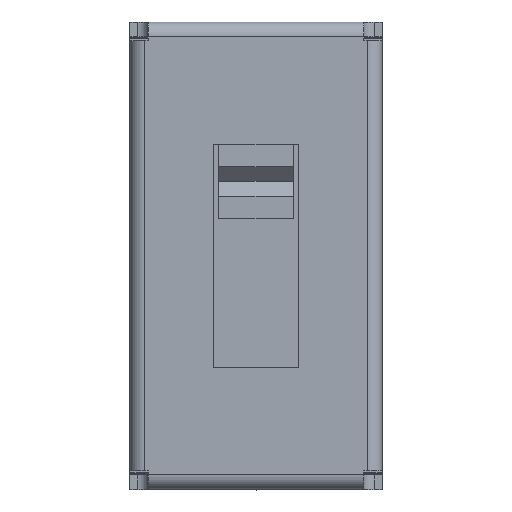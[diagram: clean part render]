
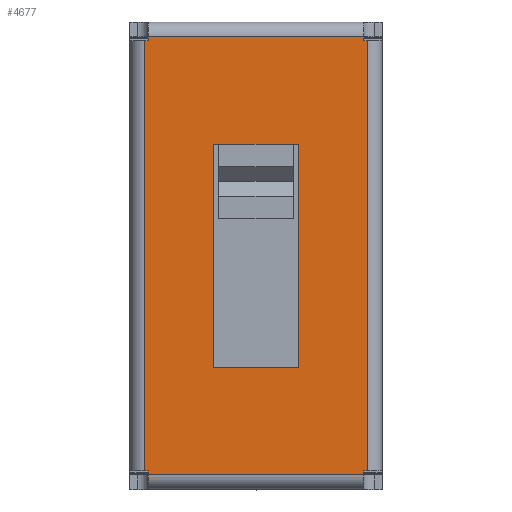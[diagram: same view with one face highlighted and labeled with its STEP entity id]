
A CAD part, top view. The second image highlights one B-rep face of the part: STEP entity #4677.
In plain terms, the highlighted planar face has unit normal (0, 0, 1).
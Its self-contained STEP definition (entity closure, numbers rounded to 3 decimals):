
#27=FACE_BOUND('',#592,.T.);
#323=FACE_OUTER_BOUND('',#591,.T.);
#591=EDGE_LOOP('',(#3822,#3823,#3824,#3825,#3826,#3827,#3828,#3829,#3830,
#3831,#3832,#3833));
#592=EDGE_LOOP('',(#3834,#3835,#3836,#3837,#3838,#3839));
#682=LINE('',#6378,#1257);
#800=LINE('',#6655,#1375);
#842=LINE('',#6745,#1417);
#1015=LINE('',#7104,#1590);
#1016=LINE('',#7107,#1591);
#1074=LINE('',#7246,#1649);
#1092=LINE('',#7283,#1667);
#1140=LINE('',#7406,#1715);
#1141=LINE('',#7408,#1716);
#1142=LINE('',#7410,#1717);
#1143=LINE('',#7412,#1718);
#1144=LINE('',#7414,#1719);
#1145=LINE('',#7416,#1720);
#1146=LINE('',#7418,#1721);
#1147=LINE('',#7419,#1722);
#1148=LINE('',#7421,#1723);
#1149=LINE('',#7423,#1724);
#1150=LINE('',#7424,#1725);
#1257=VECTOR('',#5132,2.);
#1375=VECTOR('',#5316,11.6);
#1417=VECTOR('',#5378,11.6);
#1590=VECTOR('',#5725,0.15);
#1591=VECTOR('',#5728,0.15);
#1649=VECTOR('',#5878,0.099);
#1667=VECTOR('',#5928,0.099);
#1715=VECTOR('',#6050,5.8);
#1716=VECTOR('',#6053,0.099);
#1717=VECTOR('',#6056,0.099);
#1718=VECTOR('',#6057,0.099);
#1719=VECTOR('',#6058,0.099);
#1720=VECTOR('',#6059,5.8);
#1721=VECTOR('',#6060,0.099);
#1722=VECTOR('',#6061,0.099);
#1723=VECTOR('',#6062,6.);
#1724=VECTOR('',#6063,2.3);
#1725=VECTOR('',#6064,6.);
#1824=VERTEX_POINT('',#6368);
#1827=VERTEX_POINT('',#6376);
#1952=VERTEX_POINT('',#6652);
#1953=VERTEX_POINT('',#6654);
#1990=VERTEX_POINT('',#6742);
#1991=VERTEX_POINT('',#6744);
#2090=VERTEX_POINT('',#7102);
#2091=VERTEX_POINT('',#7106);
#2126=VERTEX_POINT('',#7244);
#2129=VERTEX_POINT('',#7282);
#2166=VERTEX_POINT('',#7398);
#2167=VERTEX_POINT('',#7402);
#2168=VERTEX_POINT('',#7411);
#2169=VERTEX_POINT('',#7413);
#2170=VERTEX_POINT('',#7415);
#2171=VERTEX_POINT('',#7417);
#2172=VERTEX_POINT('',#7420);
#2173=VERTEX_POINT('',#7422);
#2244=EDGE_CURVE('',#1827,#1824,#682,.T.);
#2373=EDGE_CURVE('',#1953,#1952,#800,.T.);
#2420=EDGE_CURVE('',#1991,#1990,#842,.T.);
#2601=EDGE_CURVE('',#1827,#2090,#1015,.T.);
#2602=EDGE_CURVE('',#2091,#1824,#1016,.T.);
#2676=EDGE_CURVE('',#1952,#2126,#1074,.T.);
#2694=EDGE_CURVE('',#2129,#1991,#1092,.T.);
#2756=EDGE_CURVE('',#2167,#2166,#1140,.T.);
#2757=EDGE_CURVE('',#2126,#2167,#1141,.T.);
#2758=EDGE_CURVE('',#2166,#2129,#1142,.T.);
#2759=EDGE_CURVE('',#1990,#2168,#1143,.T.);
#2760=EDGE_CURVE('',#2168,#2169,#1144,.T.);
#2761=EDGE_CURVE('',#2169,#2170,#1145,.T.);
#2762=EDGE_CURVE('',#2170,#2171,#1146,.T.);
#2763=EDGE_CURVE('',#2171,#1953,#1147,.T.);
#2764=EDGE_CURVE('',#2090,#2172,#1148,.T.);
#2765=EDGE_CURVE('',#2172,#2173,#1149,.T.);
#2766=EDGE_CURVE('',#2173,#2091,#1150,.T.);
#3822=ORIENTED_EDGE('',*,*,#2373,.T.);
#3823=ORIENTED_EDGE('',*,*,#2676,.T.);
#3824=ORIENTED_EDGE('',*,*,#2757,.T.);
#3825=ORIENTED_EDGE('',*,*,#2756,.T.);
#3826=ORIENTED_EDGE('',*,*,#2758,.T.);
#3827=ORIENTED_EDGE('',*,*,#2694,.T.);
#3828=ORIENTED_EDGE('',*,*,#2420,.T.);
#3829=ORIENTED_EDGE('',*,*,#2759,.T.);
#3830=ORIENTED_EDGE('',*,*,#2760,.T.);
#3831=ORIENTED_EDGE('',*,*,#2761,.T.);
#3832=ORIENTED_EDGE('',*,*,#2762,.T.);
#3833=ORIENTED_EDGE('',*,*,#2763,.T.);
#3834=ORIENTED_EDGE('',*,*,#2764,.T.);
#3835=ORIENTED_EDGE('',*,*,#2765,.T.);
#3836=ORIENTED_EDGE('',*,*,#2766,.T.);
#3837=ORIENTED_EDGE('',*,*,#2602,.T.);
#3838=ORIENTED_EDGE('',*,*,#2244,.F.);
#3839=ORIENTED_EDGE('',*,*,#2601,.T.);
#4337=PLANE('',#5006);
#4677=ADVANCED_FACE('',(#323,#27),#4337,.T.);
#5006=AXIS2_PLACEMENT_3D('',#7409,#6054,#6055);
#5132=DIRECTION('',(-1.,0.,0.));
#5316=DIRECTION('',(0.,1.,0.));
#5378=DIRECTION('',(0.,-1.,0.));
#5725=DIRECTION('',(1.,0.,0.));
#5728=DIRECTION('',(1.,0.,0.));
#5878=DIRECTION('',(-1.,0.,0.));
#5928=DIRECTION('',(-1.,0.,0.));
#6050=DIRECTION('',(-1.,0.,0.));
#6053=DIRECTION('',(0.,1.,0.));
#6054=DIRECTION('center_axis',(0.,0.,1.));
#6055=DIRECTION('ref_axis',(1.,0.,0.));
#6056=DIRECTION('',(0.,-1.,0.));
#6057=DIRECTION('',(1.,0.,0.));
#6058=DIRECTION('',(0.,-1.,0.));
#6059=DIRECTION('',(1.,0.,0.));
#6060=DIRECTION('',(0.,1.,0.));
#6061=DIRECTION('',(1.,0.,0.));
#6062=DIRECTION('',(0.,-1.,0.));
#6063=DIRECTION('',(-1.,0.,0.));
#6064=DIRECTION('',(0.,1.,0.));
#6368=CARTESIAN_POINT('',(-1.,3.,0.4));
#6376=CARTESIAN_POINT('',(1.,3.,0.4));
#6378=CARTESIAN_POINT('',(1.,3.,0.4));
#6652=CARTESIAN_POINT('',(2.999,5.8,0.4));
#6654=CARTESIAN_POINT('',(2.999,-5.8,0.4));
#6655=CARTESIAN_POINT('',(2.999,-5.8,0.4));
#6742=CARTESIAN_POINT('',(-2.999,-5.8,0.4));
#6744=CARTESIAN_POINT('',(-2.999,5.8,0.4));
#6745=CARTESIAN_POINT('',(-2.999,5.8,0.4));
#7102=CARTESIAN_POINT('',(1.15,3.,0.4));
#7104=CARTESIAN_POINT('',(1.,3.,0.4));
#7106=CARTESIAN_POINT('',(-1.15,3.,0.4));
#7107=CARTESIAN_POINT('',(-1.15,3.,0.4));
#7244=CARTESIAN_POINT('',(2.9,5.8,0.4));
#7246=CARTESIAN_POINT('',(2.999,5.8,0.4));
#7282=CARTESIAN_POINT('',(-2.9,5.8,0.4));
#7283=CARTESIAN_POINT('',(-2.9,5.8,0.4));
#7398=CARTESIAN_POINT('',(-2.9,5.899,0.4));
#7402=CARTESIAN_POINT('',(2.9,5.899,0.4));
#7406=CARTESIAN_POINT('',(2.9,5.899,0.4));
#7408=CARTESIAN_POINT('',(2.9,5.8,0.4));
#7409=CARTESIAN_POINT('Origin',(0.,0.,0.4));
#7410=CARTESIAN_POINT('',(-2.9,5.899,0.4));
#7411=CARTESIAN_POINT('',(-2.9,-5.8,0.4));
#7412=CARTESIAN_POINT('',(-2.999,-5.8,0.4));
#7413=CARTESIAN_POINT('',(-2.9,-5.899,0.4));
#7414=CARTESIAN_POINT('',(-2.9,-5.8,0.4));
#7415=CARTESIAN_POINT('',(2.9,-5.899,0.4));
#7416=CARTESIAN_POINT('',(-2.9,-5.899,0.4));
#7417=CARTESIAN_POINT('',(2.9,-5.8,0.4));
#7418=CARTESIAN_POINT('',(2.9,-5.899,0.4));
#7419=CARTESIAN_POINT('',(2.9,-5.8,0.4));
#7420=CARTESIAN_POINT('',(1.15,-3.,0.4));
#7421=CARTESIAN_POINT('',(1.15,3.,0.4));
#7422=CARTESIAN_POINT('',(-1.15,-3.,0.4));
#7423=CARTESIAN_POINT('',(1.15,-3.,0.4));
#7424=CARTESIAN_POINT('',(-1.15,-3.,0.4));
